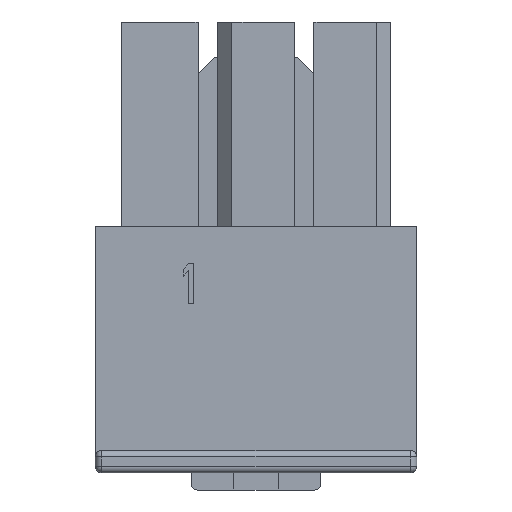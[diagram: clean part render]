
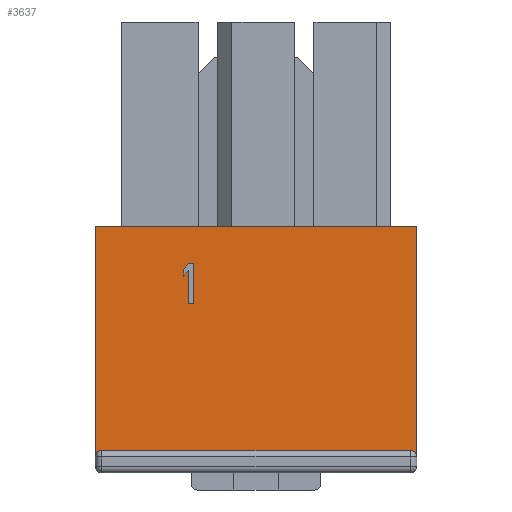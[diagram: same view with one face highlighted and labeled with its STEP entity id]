
A CAD part, front view. The second image highlights one B-rep face of the part: STEP entity #3637.
In plain terms, the highlighted planar face has unit normal (0, -1, 0).
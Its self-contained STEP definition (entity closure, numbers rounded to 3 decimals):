
#185=DIRECTION('',(1.,0.,0.));
#186=VECTOR('',#185,9.6);
#187=CARTESIAN_POINT('',(-4.8,-1.93,-13.34));
#188=LINE('',#187,#186);
#189=CARTESIAN_POINT('',(4.8,-1.93,-13.54));
#190=DIRECTION('',(0.,1.,0.));
#191=DIRECTION('',(0.,0.,1.));
#192=AXIS2_PLACEMENT_3D('',#189,#190,#191);
#218=DIRECTION('',(0.,0.,-1.));
#219=VECTOR('',#218,7.17);
#220=CARTESIAN_POINT('',(5.,-1.93,-6.37));
#221=LINE('',#220,#219);
#222=DIRECTION('',(0.,0.,1.));
#223=VECTOR('',#222,7.17);
#224=CARTESIAN_POINT('',(-5.,-1.93,-13.54));
#225=LINE('',#224,#223);
#226=DIRECTION('',(1.,0.,0.));
#227=VECTOR('',#226,10.);
#228=CARTESIAN_POINT('',(-5.,-1.93,-6.37));
#229=LINE('',#228,#227);
#230=DIRECTION('',(1.,0.,0.));
#231=VECTOR('',#230,0.156);
#232=CARTESIAN_POINT('',(-2.094,-1.93,-8.77));
#233=LINE('',#232,#231);
#234=DIRECTION('',(0.,0.,1.));
#235=VECTOR('',#234,1.25);
#236=CARTESIAN_POINT('',(-1.938,-1.93,-8.77));
#237=LINE('',#236,#235);
#238=DIRECTION('',(-1.,0.,0.));
#239=VECTOR('',#238,0.156);
#240=CARTESIAN_POINT('',(-1.938,-1.93,-7.52));
#241=LINE('',#240,#239);
#242=DIRECTION('',(-0.643,0.,-0.766));
#243=VECTOR('',#242,0.243);
#244=CARTESIAN_POINT('',(-2.094,-1.93,-7.52));
#245=LINE('',#244,#243);
#246=DIRECTION('',(0.,0.,-1.));
#247=VECTOR('',#246,0.213);
#248=CARTESIAN_POINT('',(-2.25,-1.93,-7.706));
#249=LINE('',#248,#247);
#250=DIRECTION('',(0.643,0.,0.766));
#251=VECTOR('',#250,0.243);
#252=CARTESIAN_POINT('',(-2.25,-1.93,-7.919));
#253=LINE('',#252,#251);
#254=DIRECTION('',(0.,0.,-1.));
#255=VECTOR('',#254,1.037);
#256=CARTESIAN_POINT('',(-2.094,-1.93,-7.733));
#257=LINE('',#256,#255);
#258=CARTESIAN_POINT('',(-4.8,-1.93,-13.54));
#259=DIRECTION('',(0.,1.,0.));
#260=DIRECTION('',(-1.,0.,0.));
#261=AXIS2_PLACEMENT_3D('',#258,#259,#260);
#2735=CARTESIAN_POINT('',(-5.,-1.93,-6.37));
#2737=VERTEX_POINT('',#2735);
#2739=CARTESIAN_POINT('',(5.,-1.93,-6.37));
#2741=VERTEX_POINT('',#2739);
#2828=CARTESIAN_POINT('',(-2.094,-1.93,-8.77));
#2829=CARTESIAN_POINT('',(-1.938,-1.93,-8.77));
#2830=VERTEX_POINT('',#2828);
#2831=VERTEX_POINT('',#2829);
#2832=CARTESIAN_POINT('',(-2.094,-1.93,-7.733));
#2833=VERTEX_POINT('',#2832);
#2834=CARTESIAN_POINT('',(-2.25,-1.93,-7.919));
#2835=VERTEX_POINT('',#2834);
#2836=CARTESIAN_POINT('',(-2.25,-1.93,-7.706));
#2837=VERTEX_POINT('',#2836);
#2838=CARTESIAN_POINT('',(-2.094,-1.93,-7.52));
#2839=VERTEX_POINT('',#2838);
#2840=CARTESIAN_POINT('',(-1.938,-1.93,-7.52));
#2841=VERTEX_POINT('',#2840);
#2850=CARTESIAN_POINT('',(5.,-1.93,-13.54));
#2852=VERTEX_POINT('',#2850);
#2854=CARTESIAN_POINT('',(4.8,-1.93,-13.34));
#2856=VERTEX_POINT('',#2854);
#2934=CARTESIAN_POINT('',(-4.8,-1.93,-13.34));
#2935=VERTEX_POINT('',#2934);
#2940=CARTESIAN_POINT('',(-5.,-1.93,-13.54));
#2941=VERTEX_POINT('',#2940);
#3606=CARTESIAN_POINT('',(-5.,-1.93,-6.37));
#3607=DIRECTION('',(0.,-1.,0.));
#3608=DIRECTION('',(0.,0.,-1.));
#3609=AXIS2_PLACEMENT_3D('',#3606,#3607,#3608);
#3610=PLANE('',#3609);
#3611=ORIENTED_EDGE('',*,*,#3589,.T.);
#3612=ORIENTED_EDGE('',*,*,#3578,.F.);
#3613=ORIENTED_EDGE('',*,*,#3563,.F.);
#3615=ORIENTED_EDGE('',*,*,#3614,.F.);
#3616=ORIENTED_EDGE('',*,*,#3503,.T.);
#3618=ORIENTED_EDGE('',*,*,#3617,.T.);
#3619=EDGE_LOOP('',(#3611,#3612,#3613,#3615,#3616,#3618));
#3620=FACE_OUTER_BOUND('',#3619,.F.);
#3622=ORIENTED_EDGE('',*,*,#3621,.T.);
#3624=ORIENTED_EDGE('',*,*,#3623,.T.);
#3626=ORIENTED_EDGE('',*,*,#3625,.T.);
#3628=ORIENTED_EDGE('',*,*,#3627,.T.);
#3630=ORIENTED_EDGE('',*,*,#3629,.T.);
#3632=ORIENTED_EDGE('',*,*,#3631,.T.);
#3634=ORIENTED_EDGE('',*,*,#3633,.T.);
#3635=EDGE_LOOP('',(#3622,#3624,#3626,#3628,#3630,#3632,#3634));
#3636=FACE_BOUND('',#3635,.F.);
#193=CIRCLE('',#192,0.2);
#262=CIRCLE('',#261,0.2);
#3503=EDGE_CURVE('',#2941,#2737,#225,.T.);
#3563=EDGE_CURVE('',#2935,#2856,#188,.T.);
#3578=EDGE_CURVE('',#2856,#2852,#193,.T.);
#3589=EDGE_CURVE('',#2741,#2852,#221,.T.);
#3614=EDGE_CURVE('',#2941,#2935,#262,.T.);
#3617=EDGE_CURVE('',#2737,#2741,#229,.T.);
#3621=EDGE_CURVE('',#2830,#2831,#233,.T.);
#3623=EDGE_CURVE('',#2831,#2841,#237,.T.);
#3625=EDGE_CURVE('',#2841,#2839,#241,.T.);
#3627=EDGE_CURVE('',#2839,#2837,#245,.T.);
#3629=EDGE_CURVE('',#2837,#2835,#249,.T.);
#3631=EDGE_CURVE('',#2835,#2833,#253,.T.);
#3633=EDGE_CURVE('',#2833,#2830,#257,.T.);
#3637=ADVANCED_FACE('',(#3620,#3636),#3610,.T.);
